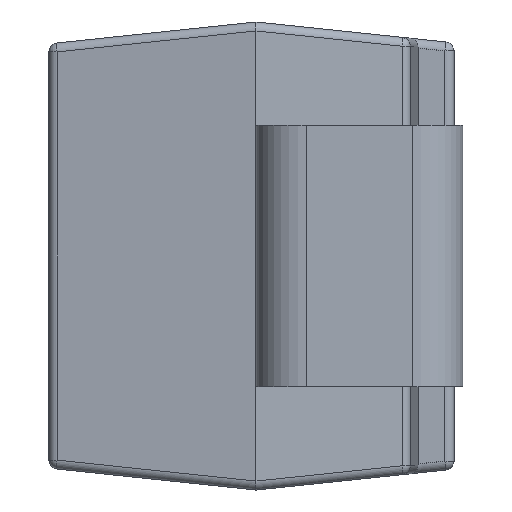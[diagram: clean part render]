
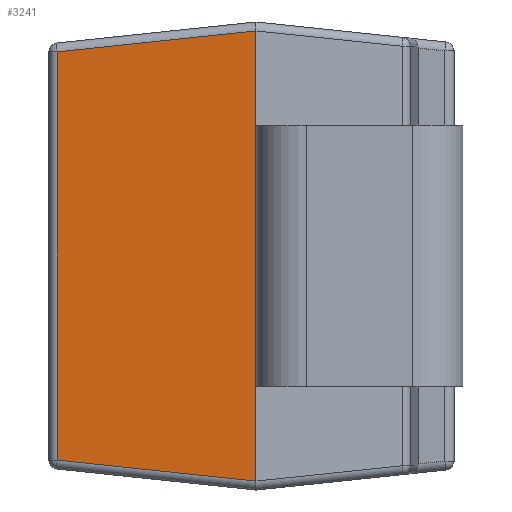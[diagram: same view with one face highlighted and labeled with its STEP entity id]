
A CAD part, left-side view. The second image highlights one B-rep face of the part: STEP entity #3241.
In plain terms, the highlighted planar face has unit normal (-0.995, 0.104, 0).
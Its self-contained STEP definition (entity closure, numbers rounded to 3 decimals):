
#72 = ORIENTED_EDGE ( 'NONE', *, *, #11189, .T. ) ;
#225 = LINE ( 'NONE', #6887, #15534 ) ;
#374 = VECTOR ( 'NONE', #17107, 1000. ) ;
#3241 = ADVANCED_FACE ( 'NONE', ( #7542 ), #14227, .T. ) ;
#3462 = EDGE_CURVE ( 'NONE', #13810, #10186, #14008, .T. ) ;
#3742 = LINE ( 'NONE', #10407, #374 ) ;
#3891 = CARTESIAN_POINT ( 'NONE',  ( -2.15, 0., 1.25 ) ) ;
#4356 = DIRECTION ( 'NONE',  ( 0., 0., -1. ) ) ;
#5199 = VERTEX_POINT ( 'NONE', #3891 ) ;
#5672 = DIRECTION ( 'NONE',  ( -0.104, -0.989, -0.104 ) ) ;
#5898 = DIRECTION ( 'NONE',  ( -0.995, 0.105, 0. ) ) ;
#6887 = CARTESIAN_POINT ( 'NONE',  ( -2.151, -0.005, 1.251 ) ) ;
#7333 = VECTOR ( 'NONE', #5672, 1000. ) ;
#7345 = EDGE_CURVE ( 'NONE', #5199, #12254, #225, .T. ) ;
#7542 = FACE_OUTER_BOUND ( 'NONE', #12547, .T. ) ;
#7593 = ORIENTED_EDGE ( 'NONE', *, *, #7345, .T. ) ;
#10186 = VERTEX_POINT ( 'NONE', #21247 ) ;
#10407 = CARTESIAN_POINT ( 'NONE',  ( -2.15, 0., 1.3 ) ) ;
#10936 = CARTESIAN_POINT ( 'NONE',  ( -2.034, 1.105, 1.134 ) ) ;
#11189 = EDGE_CURVE ( 'NONE', #12254, #13810, #12688, .T. ) ;
#12254 = VERTEX_POINT ( 'NONE', #10936 ) ;
#12547 = EDGE_LOOP ( 'NONE', ( #13529, #7593, #72, #16369 ) ) ;
#12590 = DIRECTION ( 'NONE',  ( -0.105, -0.995, 0. ) ) ;
#12688 = LINE ( 'NONE', #19375, #15269 ) ;
#12884 = AXIS2_PLACEMENT_3D ( 'NONE', #20905, #5898, #12590 ) ;
#13120 = EDGE_CURVE ( 'NONE', #10186, #5199, #3742, .T. ) ;
#13529 = ORIENTED_EDGE ( 'NONE', *, *, #13120, .T. ) ;
#13564 = DIRECTION ( 'NONE',  ( 0.104, 0.989, -0.104 ) ) ;
#13810 = VERTEX_POINT ( 'NONE', #21081 ) ;
#14008 = LINE ( 'NONE', #20681, #7333 ) ;
#14227 = PLANE ( 'NONE',  #12884 ) ;
#15269 = VECTOR ( 'NONE', #4356, 1000. ) ;
#15534 = VECTOR ( 'NONE', #13564, 1000. ) ;
#16369 = ORIENTED_EDGE ( 'NONE', *, *, #3462, .T. ) ;
#17107 = DIRECTION ( 'NONE',  ( 0., 0., 1. ) ) ;
#19375 = CARTESIAN_POINT ( 'NONE',  ( -2.034, 1.105, 1.3 ) ) ;
#20681 = CARTESIAN_POINT ( 'NONE',  ( -2.122, 0.262, -1.223 ) ) ;
#20905 = CARTESIAN_POINT ( 'NONE',  ( -2.15, 0., 1.3 ) ) ;
#21081 = CARTESIAN_POINT ( 'NONE',  ( -2.034, 1.105, -1.134 ) ) ;
#21247 = CARTESIAN_POINT ( 'NONE',  ( -2.15, 0., -1.25 ) ) ;
